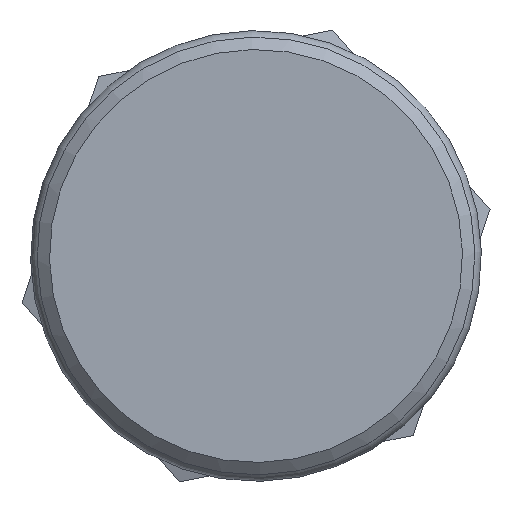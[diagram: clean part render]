
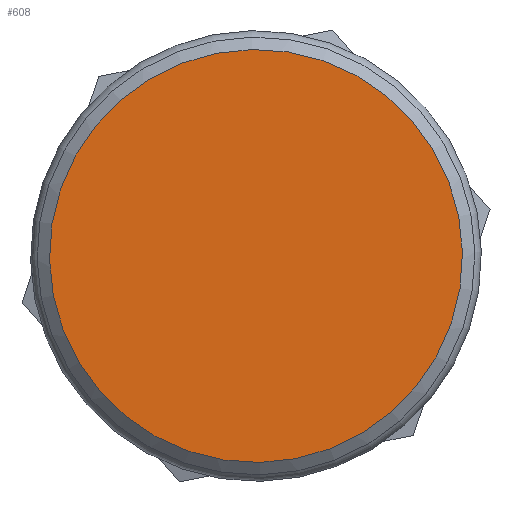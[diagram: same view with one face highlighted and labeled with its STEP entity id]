
A CAD part, front view. The second image highlights one B-rep face of the part: STEP entity #608.
In plain terms, the highlighted planar face has unit normal (0, -1, 0).
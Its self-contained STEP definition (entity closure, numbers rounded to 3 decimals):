
#116=FACE_OUTER_BOUND('',#153,.T.);
#153=EDGE_LOOP('',(#520,#521));
#209=CIRCLE('',#709,5.498);
#210=CIRCLE('',#710,5.498);
#271=VERTEX_POINT('',#1235);
#272=VERTEX_POINT('',#1236);
#355=EDGE_CURVE('',#271,#272,#209,.T.);
#356=EDGE_CURVE('',#272,#271,#210,.T.);
#520=ORIENTED_EDGE('',*,*,#355,.T.);
#521=ORIENTED_EDGE('',*,*,#356,.T.);
#544=PLANE('',#711);
#608=ADVANCED_FACE('',(#116),#544,.T.);
#709=AXIS2_PLACEMENT_3D('',#1237,#890,#891);
#710=AXIS2_PLACEMENT_3D('',#1238,#892,#893);
#711=AXIS2_PLACEMENT_3D('',#1240,#895,#896);
#890=DIRECTION('center_axis',(0.,-1.,0.));
#891=DIRECTION('ref_axis',(0.981,0.,0.192));
#892=DIRECTION('center_axis',(0.,-1.,0.));
#893=DIRECTION('ref_axis',(0.981,0.,0.192));
#895=DIRECTION('center_axis',(0.,-1.,0.));
#896=DIRECTION('ref_axis',(0.192,0.,-0.981));
#1235=CARTESIAN_POINT('',(5.396,-18.5,1.054));
#1236=CARTESIAN_POINT('',(-5.396,-18.5,-1.054));
#1237=CARTESIAN_POINT('Origin',(0.,-18.5,0.));
#1238=CARTESIAN_POINT('Origin',(0.,-18.5,0.));
#1240=CARTESIAN_POINT('Origin',(2.698,-18.5,0.527));
